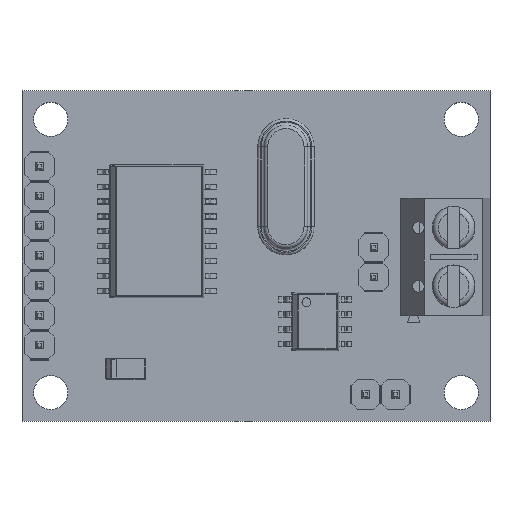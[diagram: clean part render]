
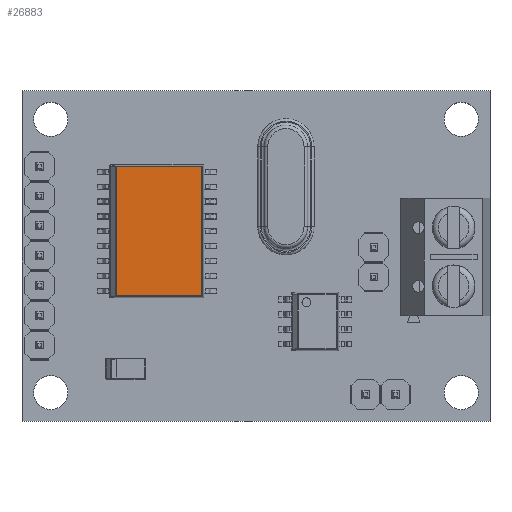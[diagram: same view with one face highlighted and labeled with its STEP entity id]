
A CAD part, top view. The second image highlights one B-rep face of the part: STEP entity #26883.
In plain terms, the highlighted planar face has unit normal (0, 0, 1).
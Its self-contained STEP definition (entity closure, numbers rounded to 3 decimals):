
#3210=FACE_OUTER_BOUND('',#4799,.T.);
#4799=EDGE_LOOP('',(#22688,#22689,#22690,#22691));
#7297=LINE('',#58947,#9841);
#7345=LINE('',#59398,#9889);
#7346=LINE('',#59400,#9890);
#7347=LINE('',#59401,#9891);
#9841=VECTOR('',#34891,10.);
#9889=VECTOR('',#35141,10.);
#9890=VECTOR('',#35142,10.);
#9891=VECTOR('',#35143,10.);
#12054=VERTEX_POINT('',#58945);
#12055=VERTEX_POINT('',#58946);
#12105=VERTEX_POINT('',#59397);
#12106=VERTEX_POINT('',#59399);
#15560=EDGE_CURVE('',#12054,#12055,#7297,.T.);
#15660=EDGE_CURVE('',#12055,#12105,#7345,.T.);
#15661=EDGE_CURVE('',#12105,#12106,#7346,.T.);
#15662=EDGE_CURVE('',#12106,#12054,#7347,.T.);
#22688=ORIENTED_EDGE('',*,*,#15660,.T.);
#22689=ORIENTED_EDGE('',*,*,#15661,.T.);
#22690=ORIENTED_EDGE('',*,*,#15662,.T.);
#22691=ORIENTED_EDGE('',*,*,#15560,.T.);
#24015=PLANE('',#28856);
#26883=ADVANCED_FACE('',(#3210),#24015,.T.);
#28856=AXIS2_PLACEMENT_3D('',#59396,#35139,#35140);
#34891=DIRECTION('',(0.,1.,0.));
#35139=DIRECTION('center_axis',(0.,0.,1.));
#35140=DIRECTION('ref_axis',(0.,1.,0.));
#35141=DIRECTION('',(-1.,0.,0.));
#35142=DIRECTION('',(0.,-1.,0.));
#35143=DIRECTION('',(1.,0.,0.));
#58945=CARTESIAN_POINT('',(15.326,10.699,3.096));
#58946=CARTESIAN_POINT('',(15.326,21.701,3.096));
#58947=CARTESIAN_POINT('',(15.326,10.699,3.096));
#59396=CARTESIAN_POINT('Origin',(22.3,7.743,3.096));
#59397=CARTESIAN_POINT('',(8.022,21.701,3.096));
#59398=CARTESIAN_POINT('',(15.326,21.701,3.096));
#59399=CARTESIAN_POINT('',(8.022,10.699,3.096));
#59400=CARTESIAN_POINT('',(8.022,21.701,3.096));
#59401=CARTESIAN_POINT('',(8.022,10.699,3.096));
